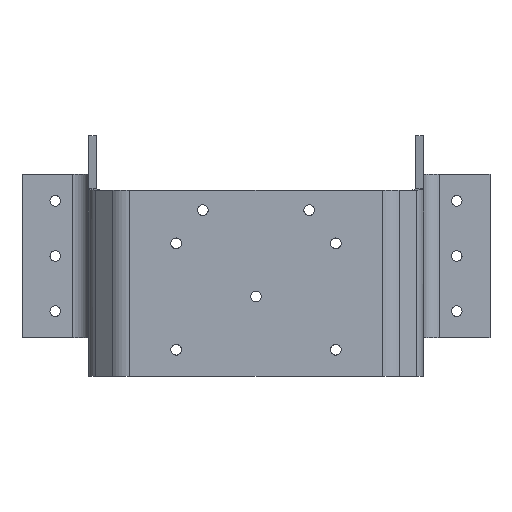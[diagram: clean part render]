
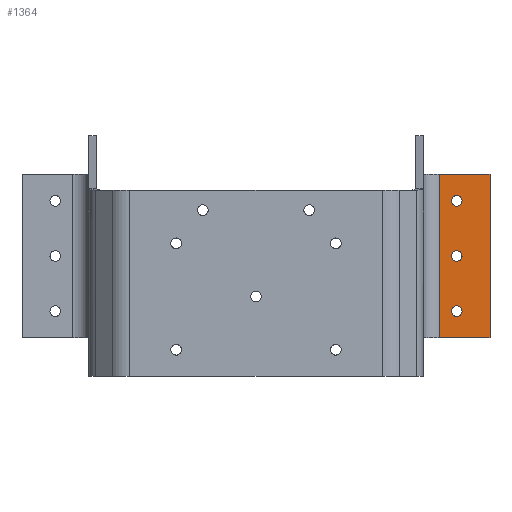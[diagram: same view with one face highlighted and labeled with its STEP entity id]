
A CAD part, front view. The second image highlights one B-rep face of the part: STEP entity #1364.
In plain terms, the highlighted planar face has unit normal (0, -1, 0).
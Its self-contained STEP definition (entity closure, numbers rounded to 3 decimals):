
#42 = CARTESIAN_POINT ( 'NONE',  ( 88., 120., -20.5 ) ) ;
#76 = LINE ( 'NONE', #3033, #4764 ) ;
#221 = CARTESIAN_POINT ( 'NONE',  ( 75.5, 120., 31. ) ) ;
#227 = EDGE_CURVE ( 'NONE', #4616, #1942, #4236, .T. ) ;
#233 = ORIENTED_EDGE ( 'NONE', *, *, #2903, .F. ) ;
#332 = DIRECTION ( 'NONE',  ( 0., -1., 0. ) ) ;
#340 = VERTEX_POINT ( 'NONE', #1455 ) ;
#362 = CIRCLE ( 'NONE', #2327, 2. ) ;
#455 = CARTESIAN_POINT ( 'NONE',  ( 75.5, 120., -10.5 ) ) ;
#506 = CIRCLE ( 'NONE', #4259, 2. ) ;
#549 = CIRCLE ( 'NONE', #3688, 2. ) ;
#550 = CARTESIAN_POINT ( 'NONE',  ( 69., 120., 41. ) ) ;
#560 = DIRECTION ( 'NONE',  ( 1., 0., 0. ) ) ;
#593 = VECTOR ( 'NONE', #2970, 1000. ) ;
#764 = ORIENTED_EDGE ( 'NONE', *, *, #3434, .F. ) ;
#777 = CARTESIAN_POINT ( 'NONE',  ( 75.5, 120., -8.5 ) ) ;
#1015 = CARTESIAN_POINT ( 'NONE',  ( 63., 120., -20.5 ) ) ;
#1065 = EDGE_CURVE ( 'NONE', #5259, #3336, #2736, .T. ) ;
#1076 = ORIENTED_EDGE ( 'NONE', *, *, #1444, .F. ) ;
#1168 = EDGE_CURVE ( 'NONE', #5138, #4301, #506, .T. ) ;
#1196 = DIRECTION ( 'NONE',  ( 0., -1., 0. ) ) ;
#1204 = EDGE_CURVE ( 'NONE', #1942, #2762, #5267, .T. ) ;
#1286 = EDGE_LOOP ( 'NONE', ( #233, #764, #1882, #4958 ) ) ;
#1290 = DIRECTION ( 'NONE',  ( 1., 0., 0. ) ) ;
#1306 = AXIS2_PLACEMENT_3D ( 'NONE', #5143, #1196, #1696 ) ;
#1364 = ADVANCED_FACE ( 'NONE', ( #2532, #1612, #5026, #4250 ), #2118, .T. ) ;
#1409 = DIRECTION ( 'NONE',  ( 0., -1., 0. ) ) ;
#1444 = EDGE_CURVE ( 'NONE', #3336, #5259, #4006, .T. ) ;
#1455 = CARTESIAN_POINT ( 'NONE',  ( 75.5, 120., 33. ) ) ;
#1457 = ORIENTED_EDGE ( 'NONE', *, *, #2025, .F. ) ;
#1475 = ORIENTED_EDGE ( 'NONE', *, *, #1065, .F. ) ;
#1571 = CARTESIAN_POINT ( 'NONE',  ( 75.5, 120., -10.5 ) ) ;
#1612 = FACE_BOUND ( 'NONE', #3757, .T. ) ;
#1696 = DIRECTION ( 'NONE',  ( 1., 0., 0. ) ) ;
#1772 = EDGE_CURVE ( 'NONE', #340, #3051, #362, .T. ) ;
#1779 = ORIENTED_EDGE ( 'NONE', *, *, #1168, .F. ) ;
#1882 = ORIENTED_EDGE ( 'NONE', *, *, #1204, .F. ) ;
#1942 = VERTEX_POINT ( 'NONE', #2163 ) ;
#2025 = EDGE_CURVE ( 'NONE', #3051, #340, #549, .T. ) ;
#2118 = PLANE ( 'NONE',  #1306 ) ;
#2163 = CARTESIAN_POINT ( 'NONE',  ( 88., 120., -20.5 ) ) ;
#2309 = CARTESIAN_POINT ( 'NONE',  ( 75.5, 120., -12.5 ) ) ;
#2327 = AXIS2_PLACEMENT_3D ( 'NONE', #221, #3154, #4617 ) ;
#2350 = LINE ( 'NONE', #5429, #5294 ) ;
#2532 = FACE_BOUND ( 'NONE', #3834, .T. ) ;
#2620 = CARTESIAN_POINT ( 'NONE',  ( 75.5, 120., 10.25 ) ) ;
#2711 = DIRECTION ( 'NONE',  ( -1., 0., 0. ) ) ;
#2736 = CIRCLE ( 'NONE', #4168, 2. ) ;
#2738 = AXIS2_PLACEMENT_3D ( 'NONE', #2620, #5227, #560 ) ;
#2762 = VERTEX_POINT ( 'NONE', #2884 ) ;
#2878 = EDGE_CURVE ( 'NONE', #4301, #5138, #5117, .T. ) ;
#2884 = CARTESIAN_POINT ( 'NONE',  ( 69., 120., -20.5 ) ) ;
#2903 = EDGE_CURVE ( 'NONE', #3783, #4616, #76, .T. ) ;
#2970 = DIRECTION ( 'NONE',  ( 0., 0., -1. ) ) ;
#3026 = ORIENTED_EDGE ( 'NONE', *, *, #1772, .F. ) ;
#3033 = CARTESIAN_POINT ( 'NONE',  ( 88., 120., 41. ) ) ;
#3051 = VERTEX_POINT ( 'NONE', #5282 ) ;
#3148 = DIRECTION ( 'NONE',  ( 1., 0., 0. ) ) ;
#3154 = DIRECTION ( 'NONE',  ( 0., -1., 0. ) ) ;
#3163 = AXIS2_PLACEMENT_3D ( 'NONE', #1571, #332, #3297 ) ;
#3191 = DIRECTION ( 'NONE',  ( 1., 0., 0. ) ) ;
#3193 = VECTOR ( 'NONE', #2711, 1000. ) ;
#3297 = DIRECTION ( 'NONE',  ( 1., 0., 0. ) ) ;
#3336 = VERTEX_POINT ( 'NONE', #5433 ) ;
#3415 = DIRECTION ( 'NONE',  ( 0., -1., 0. ) ) ;
#3434 = EDGE_CURVE ( 'NONE', #2762, #3783, #2350, .T. ) ;
#3502 = CARTESIAN_POINT ( 'NONE',  ( 75.5, 120., 10.25 ) ) ;
#3622 = DIRECTION ( 'NONE',  ( 0., -1., 0. ) ) ;
#3688 = AXIS2_PLACEMENT_3D ( 'NONE', #4769, #1409, #3148 ) ;
#3757 = EDGE_LOOP ( 'NONE', ( #1475, #1076 ) ) ;
#3783 = VERTEX_POINT ( 'NONE', #550 ) ;
#3800 = CARTESIAN_POINT ( 'NONE',  ( 88., 120., 41. ) ) ;
#3834 = EDGE_LOOP ( 'NONE', ( #1457, #3026 ) ) ;
#4006 = CIRCLE ( 'NONE', #2738, 2. ) ;
#4168 = AXIS2_PLACEMENT_3D ( 'NONE', #3502, #3622, #3191 ) ;
#4236 = LINE ( 'NONE', #42, #593 ) ;
#4245 = ORIENTED_EDGE ( 'NONE', *, *, #2878, .F. ) ;
#4250 = FACE_OUTER_BOUND ( 'NONE', #1286, .T. ) ;
#4259 = AXIS2_PLACEMENT_3D ( 'NONE', #455, #3415, #5118 ) ;
#4301 = VERTEX_POINT ( 'NONE', #777 ) ;
#4616 = VERTEX_POINT ( 'NONE', #3800 ) ;
#4617 = DIRECTION ( 'NONE',  ( 1., 0., 0. ) ) ;
#4764 = VECTOR ( 'NONE', #1290, 1000. ) ;
#4769 = CARTESIAN_POINT ( 'NONE',  ( 75.5, 120., 31. ) ) ;
#4958 = ORIENTED_EDGE ( 'NONE', *, *, #227, .F. ) ;
#4976 = DIRECTION ( 'NONE',  ( 0., 0., 1. ) ) ;
#5026 = FACE_BOUND ( 'NONE', #5411, .T. ) ;
#5096 = CARTESIAN_POINT ( 'NONE',  ( 75.5, 120., 8.25 ) ) ;
#5117 = CIRCLE ( 'NONE', #3163, 2. ) ;
#5118 = DIRECTION ( 'NONE',  ( 1., 0., 0. ) ) ;
#5138 = VERTEX_POINT ( 'NONE', #2309 ) ;
#5143 = CARTESIAN_POINT ( 'NONE',  ( 0., 120., 0. ) ) ;
#5227 = DIRECTION ( 'NONE',  ( 0., -1., 0. ) ) ;
#5259 = VERTEX_POINT ( 'NONE', #5096 ) ;
#5267 = LINE ( 'NONE', #1015, #3193 ) ;
#5282 = CARTESIAN_POINT ( 'NONE',  ( 75.5, 120., 29. ) ) ;
#5294 = VECTOR ( 'NONE', #4976, 1000. ) ;
#5411 = EDGE_LOOP ( 'NONE', ( #1779, #4245 ) ) ;
#5429 = CARTESIAN_POINT ( 'NONE',  ( 69., 120., -20.5 ) ) ;
#5433 = CARTESIAN_POINT ( 'NONE',  ( 75.5, 120., 12.25 ) ) ;
